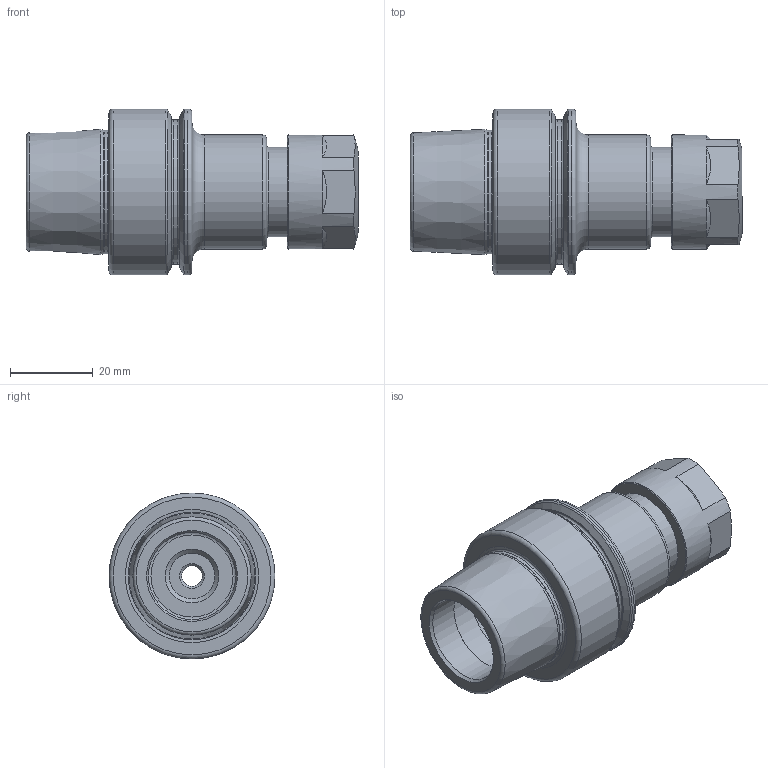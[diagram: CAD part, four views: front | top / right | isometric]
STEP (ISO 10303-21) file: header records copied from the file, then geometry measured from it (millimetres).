
FILE_DESCRIPTION(/* description */ (''),/* implementation_level */ '2;1');
FILE_NAME(/* name */ 'HSK040E-SX10-060.step',/* time_stamp */ '2022-01-24T10:27:25-06:00',/* author */ (''),/* organization */ (''),/* preprocessor_version */ 'ST-DEVELOPER v18.1',/* originating_system */ 'Autodesk Translation Framework v10.13.0.1454',/* authorisation */ '');
FILE_SCHEMA (('AUTOMOTIVE_DESIGN { 1 0 10303 214 3 1 1 }'));
Length unit declared in the file: millimetre
Products named in the file (2): HSK040E-SX10-060; NUT SXN-10 H
Assembly tree (1 placements, depth 2):
  HSK040E-SX10-060
    NUT SXN-10 H
Bounding box: 80 x 40 x 40 mm (x, y, z)
Volume: 41206.9 mm3; surface area: 16518.2 mm2
Topology: 2 solids, 2 shells, 91 faces, 194 edges, 120 vertices
Faces by surface type: plane 29, cone 24, cylinder 20, torus 18
Full cylindrical faces by diameter (mm): 5 x1, 11 x1, 12.5 x1, 12.8 x1, 13 x1, 14.7 x1, 20 x1, 20.5 x1, 21 x2, 21.5 x1, 21.8 x1, 22.2 x1, 25.5 x1, 27.5 x2, 29.807 x1, 34.8 x1, 40 x2
Entity records: 2533 total; most frequent: DIRECTION 482, CARTESIAN_POINT 446, ORIENTED_EDGE 388, AXIS2_PLACEMENT_3D 213, EDGE_CURVE 194, VERTEX_POINT 120, CIRCLE 119, EDGE_LOOP 108
